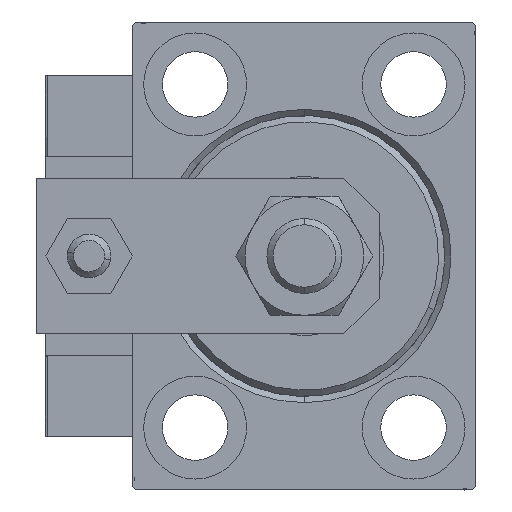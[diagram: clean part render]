
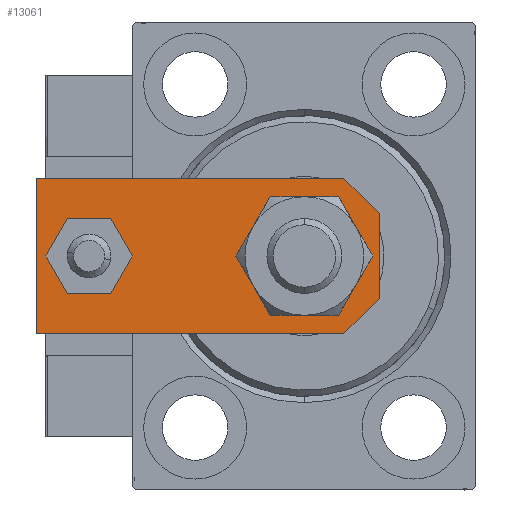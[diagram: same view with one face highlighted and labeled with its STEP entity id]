
A CAD part, left-side view. The second image highlights one B-rep face of the part: STEP entity #13061.
In plain terms, the highlighted face is planar.
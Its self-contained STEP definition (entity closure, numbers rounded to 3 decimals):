
#480 = ORIENTED_EDGE ( 'NONE', *, *, #50086, .T. ) ;
#670 = VERTEX_POINT ( 'NONE', #26095 ) ;
#1194 = EDGE_LOOP ( 'NONE', ( #34962, #5741 ) ) ;
#1795 = VERTEX_POINT ( 'NONE', #7249 ) ;
#2249 = VECTOR ( 'NONE', #8963, 1000. ) ;
#2458 = DIRECTION ( 'NONE',  ( 0., 0., 1. ) ) ;
#2569 = DIRECTION ( 'NONE',  ( 1., 0., 0. ) ) ;
#2841 = ORIENTED_EDGE ( 'NONE', *, *, #23191, .T. ) ;
#4138 = DIRECTION ( 'NONE',  ( -1., 0., 0. ) ) ;
#4619 = VERTEX_POINT ( 'NONE', #20429 ) ;
#5384 = VERTEX_POINT ( 'NONE', #42532 ) ;
#5616 = ORIENTED_EDGE ( 'NONE', *, *, #7903, .F. ) ;
#5715 = LINE ( 'NONE', #6232, #46837 ) ;
#5741 = ORIENTED_EDGE ( 'NONE', *, *, #22005, .F. ) ;
#6202 = ORIENTED_EDGE ( 'NONE', *, *, #6214, .T. ) ;
#6214 = EDGE_CURVE ( 'NONE', #1795, #4619, #13482, .T. ) ;
#6232 = CARTESIAN_POINT ( 'NONE',  ( -3.42, -3.42, 6. ) ) ;
#7249 = CARTESIAN_POINT ( 'NONE',  ( 12.5, 5.66, 6. ) ) ;
#7903 = EDGE_CURVE ( 'NONE', #5384, #670, #37971, .T. ) ;
#7977 = CARTESIAN_POINT ( 'NONE',  ( -12.5, 5.66, 6. ) ) ;
#8489 = CARTESIAN_POINT ( 'NONE',  ( -6.84, 0., 6. ) ) ;
#8963 = DIRECTION ( 'NONE',  ( 0., 1., 0. ) ) ;
#10024 = CARTESIAN_POINT ( 'NONE',  ( 6.84, 0., 6. ) ) ;
#10283 = PLANE ( 'NONE',  #35474 ) ;
#11067 = LINE ( 'NONE', #38957, #48227 ) ;
#11076 = FACE_OUTER_BOUND ( 'NONE', #33623, .T. ) ;
#11523 = CIRCLE ( 'NONE', #25904, 4. ) ;
#11942 = VERTEX_POINT ( 'NONE', #8489 ) ;
#12913 = ORIENTED_EDGE ( 'NONE', *, *, #23902, .T. ) ;
#13061 = ADVANCED_FACE ( 'NONE', ( #34466, #11076, #26998 ), #10283, .T. ) ;
#13285 = CARTESIAN_POINT ( 'NONE',  ( -4., 46.5, 6. ) ) ;
#13452 = EDGE_CURVE ( 'NONE', #29489, #11942, #5715, .T. ) ;
#13482 = LINE ( 'NONE', #28889, #2249 ) ;
#14269 = DIRECTION ( 'NONE',  ( 0., -1., 0. ) ) ;
#14546 = DIRECTION ( 'NONE',  ( 0., 0., 1. ) ) ;
#14964 = CARTESIAN_POINT ( 'NONE',  ( 3.42, -3.42, 6. ) ) ;
#15297 = EDGE_CURVE ( 'NONE', #670, #5384, #17255, .T. ) ;
#16142 = DIRECTION ( 'NONE',  ( 1., 0., 0. ) ) ;
#17255 = CIRCLE ( 'NONE', #25673, 8.25 ) ;
#17933 = DIRECTION ( 'NONE',  ( 1., 0., 0. ) ) ;
#18236 = CARTESIAN_POINT ( 'NONE',  ( 0., 46.5, 6. ) ) ;
#18654 = DIRECTION ( 'NONE',  ( 1., 0., 0. ) ) ;
#18799 = CARTESIAN_POINT ( 'NONE',  ( 0., 12., 6. ) ) ;
#20429 = CARTESIAN_POINT ( 'NONE',  ( 12.5, 55., 6. ) ) ;
#21258 = VECTOR ( 'NONE', #4138, 1000. ) ;
#22005 = EDGE_CURVE ( 'NONE', #24901, #47978, #11523, .T. ) ;
#22043 = ORIENTED_EDGE ( 'NONE', *, *, #15297, .F. ) ;
#22103 = CARTESIAN_POINT ( 'NONE',  ( 0., 12., 6. ) ) ;
#23191 = EDGE_CURVE ( 'NONE', #28237, #1795, #36193, .T. ) ;
#23902 = EDGE_CURVE ( 'NONE', #11942, #28237, #40313, .T. ) ;
#24579 = CIRCLE ( 'NONE', #28014, 4. ) ;
#24901 = VERTEX_POINT ( 'NONE', #33270 ) ;
#25673 = AXIS2_PLACEMENT_3D ( 'NONE', #18799, #27815, #44043 ) ;
#25904 = AXIS2_PLACEMENT_3D ( 'NONE', #34670, #42641, #17933 ) ;
#26042 = AXIS2_PLACEMENT_3D ( 'NONE', #22103, #2458, #18654 ) ;
#26095 = CARTESIAN_POINT ( 'NONE',  ( -8.25, 12., 6. ) ) ;
#26998 = FACE_BOUND ( 'NONE', #28354, .T. ) ;
#27815 = DIRECTION ( 'NONE',  ( 0., 0., 1. ) ) ;
#28014 = AXIS2_PLACEMENT_3D ( 'NONE', #18236, #34447, #2569 ) ;
#28237 = VERTEX_POINT ( 'NONE', #10024 ) ;
#28354 = EDGE_LOOP ( 'NONE', ( #22043, #5616 ) ) ;
#28889 = CARTESIAN_POINT ( 'NONE',  ( 12.5, 0., 6. ) ) ;
#29489 = VERTEX_POINT ( 'NONE', #7977 ) ;
#31192 = DIRECTION ( 'NONE',  ( 0.707, -0.707, 0. ) ) ;
#31723 = EDGE_CURVE ( 'NONE', #49857, #29489, #11067, .T. ) ;
#31804 = VECTOR ( 'NONE', #52392, 1000. ) ;
#32557 = CARTESIAN_POINT ( 'NONE',  ( 12.5, 55., 6. ) ) ;
#33270 = CARTESIAN_POINT ( 'NONE',  ( 4., 46.5, 6. ) ) ;
#33623 = EDGE_LOOP ( 'NONE', ( #44761, #45619, #12913, #2841, #6202, #480 ) ) ;
#34447 = DIRECTION ( 'NONE',  ( 0., 0., 1. ) ) ;
#34466 = FACE_BOUND ( 'NONE', #1194, .T. ) ;
#34670 = CARTESIAN_POINT ( 'NONE',  ( 0., 46.5, 6. ) ) ;
#34962 = ORIENTED_EDGE ( 'NONE', *, *, #49133, .F. ) ;
#35474 = AXIS2_PLACEMENT_3D ( 'NONE', #50660, #14546, #42966 ) ;
#36193 = LINE ( 'NONE', #14964, #31804 ) ;
#37971 = CIRCLE ( 'NONE', #26042, 8.25 ) ;
#38957 = CARTESIAN_POINT ( 'NONE',  ( -12.5, 55., 6. ) ) ;
#40313 = LINE ( 'NONE', #48802, #43723 ) ;
#40544 = LINE ( 'NONE', #32557, #21258 ) ;
#42532 = CARTESIAN_POINT ( 'NONE',  ( 8.25, 12., 6. ) ) ;
#42641 = DIRECTION ( 'NONE',  ( 0., 0., 1. ) ) ;
#42966 = DIRECTION ( 'NONE',  ( 1., 0., 0. ) ) ;
#43723 = VECTOR ( 'NONE', #16142, 1000. ) ;
#44043 = DIRECTION ( 'NONE',  ( 1., 0., 0. ) ) ;
#44761 = ORIENTED_EDGE ( 'NONE', *, *, #31723, .T. ) ;
#44910 = CARTESIAN_POINT ( 'NONE',  ( -12.5, 55., 6. ) ) ;
#45619 = ORIENTED_EDGE ( 'NONE', *, *, #13452, .T. ) ;
#46837 = VECTOR ( 'NONE', #31192, 1000. ) ;
#47978 = VERTEX_POINT ( 'NONE', #13285 ) ;
#48227 = VECTOR ( 'NONE', #14269, 1000. ) ;
#48802 = CARTESIAN_POINT ( 'NONE',  ( -12.5, 0., 6. ) ) ;
#49133 = EDGE_CURVE ( 'NONE', #47978, #24901, #24579, .T. ) ;
#49857 = VERTEX_POINT ( 'NONE', #44910 ) ;
#50086 = EDGE_CURVE ( 'NONE', #4619, #49857, #40544, .T. ) ;
#50660 = CARTESIAN_POINT ( 'NONE',  ( 0., 0., 6. ) ) ;
#52392 = DIRECTION ( 'NONE',  ( 0.707, 0.707, 0. ) ) ;
